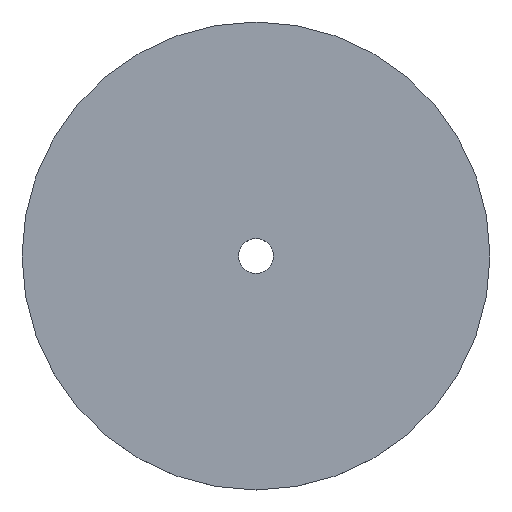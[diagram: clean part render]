
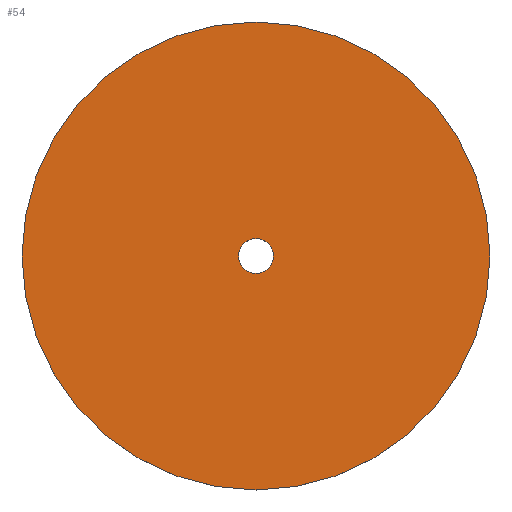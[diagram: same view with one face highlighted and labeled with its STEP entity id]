
A CAD part, top view. The second image highlights one B-rep face of the part: STEP entity #54.
In plain terms, the highlighted planar face has unit normal (0, 0, 1).
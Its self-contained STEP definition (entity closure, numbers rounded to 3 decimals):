
#54=ADVANCED_FACE('',(#209,#211),#213,.F.);
#209=FACE_BOUND('',#210,.T.);
#210=EDGE_LOOP('',(#1173));
#211=FACE_BOUND('',#212,.T.);
#212=EDGE_LOOP('',(#1174));
#213=PLANE('',#214);
#214=AXIS2_PLACEMENT_3D('',#215,#216,#217);
#215=CARTESIAN_POINT('',(-52.,-39.949,26.073));
#216=DIRECTION('',(0.,0.,-1.));
#217=DIRECTION('',(0.,1.,0.));
#1173=ORIENTED_EDGE('',*,*,#4633,.T.);
#1174=ORIENTED_EDGE('',*,*,#4631,.T.);
#4631=EDGE_CURVE('',#5041,#5041,#5042,.T.);
#4633=EDGE_CURVE('',#5045,#5045,#5046,.F.);
#5041=VERTEX_POINT('',#5729);
#5042=CIRCLE('',#5730,2.986);
#5045=VERTEX_POINT('',#5739);
#5046=CIRCLE('',#5740,40.);
#5729=CARTESIAN_POINT('',(0.,-2.986,26.073));
#5730=AXIS2_PLACEMENT_3D('',#5731,#5732,#5733);
#5731=CARTESIAN_POINT('',(0.,0.,26.073));
#5732=DIRECTION('',(0.,0.,-1.));
#5733=DIRECTION('',(0.,-1.,0.));
#5739=CARTESIAN_POINT('',(40.,0.,26.073));
#5740=AXIS2_PLACEMENT_3D('',#5741,#5742,#5743);
#5741=CARTESIAN_POINT('',(0.,0.,26.073));
#5742=DIRECTION('',(0.,0.,-1.));
#5743=DIRECTION('',(1.,0.,0.));
